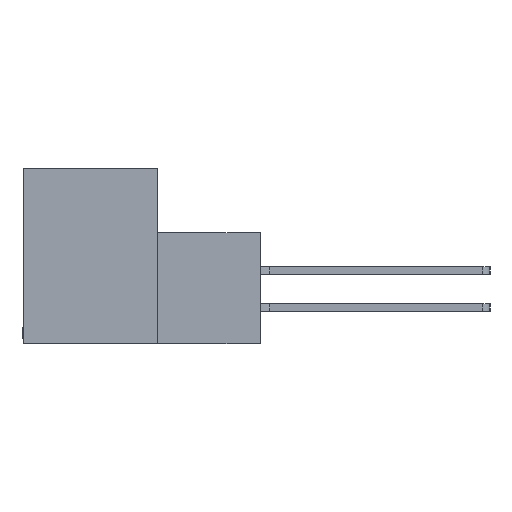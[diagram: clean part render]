
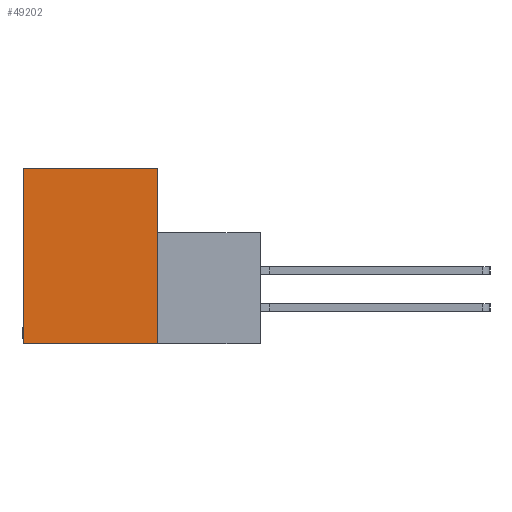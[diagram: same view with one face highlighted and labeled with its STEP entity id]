
A CAD part, left-side view. The second image highlights one B-rep face of the part: STEP entity #49202.
In plain terms, the highlighted planar face has unit normal (-1, 0, 0).
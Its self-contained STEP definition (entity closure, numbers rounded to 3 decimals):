
#951 = CARTESIAN_POINT ( 'NONE',  ( 0., 0., 0. ) ) ;
#1696 = DIRECTION ( 'NONE',  ( 0., -1., 0. ) ) ;
#2045 = CARTESIAN_POINT ( 'NONE',  ( 0., 0., 0. ) ) ;
#2244 = FACE_OUTER_BOUND ( 'NONE', #7954, .T. ) ;
#2710 = CARTESIAN_POINT ( 'NONE',  ( 0., 0., -15.088 ) ) ;
#7680 = LINE ( 'NONE', #43640, #8234 ) ;
#7954 = EDGE_LOOP ( 'NONE', ( #39552, #40978, #34013, #27389 ) ) ;
#8234 = VECTOR ( 'NONE', #27878, 1000. ) ;
#8752 = CARTESIAN_POINT ( 'NONE',  ( 0., 11.506, 0. ) ) ;
#13914 = EDGE_CURVE ( 'NONE', #14876, #18768, #47377, .T. ) ;
#14876 = VERTEX_POINT ( 'NONE', #38758 ) ;
#16964 = VECTOR ( 'NONE', #1696, 1000. ) ;
#17221 = PLANE ( 'NONE',  #48481 ) ;
#18636 = DIRECTION ( 'NONE',  ( 0., 0., 1. ) ) ;
#18768 = VERTEX_POINT ( 'NONE', #8752 ) ;
#20087 = VERTEX_POINT ( 'NONE', #951 ) ;
#20505 = EDGE_CURVE ( 'NONE', #18768, #20087, #48556, .T. ) ;
#20735 = VERTEX_POINT ( 'NONE', #2710 ) ;
#22008 = CARTESIAN_POINT ( 'NONE',  ( 0., 0., 0. ) ) ;
#22178 = DIRECTION ( 'NONE',  ( 0., 0., -1. ) ) ;
#22229 = VECTOR ( 'NONE', #22178, 1000. ) ;
#23591 = EDGE_CURVE ( 'NONE', #20087, #20735, #44515, .T. ) ;
#27389 = ORIENTED_EDGE ( 'NONE', *, *, #13914, .F. ) ;
#27878 = DIRECTION ( 'NONE',  ( 0., 1., 0. ) ) ;
#33116 = DIRECTION ( 'NONE',  ( 1., 0., 0. ) ) ;
#33285 = DIRECTION ( 'NONE',  ( 0., 0., -1. ) ) ;
#34013 = ORIENTED_EDGE ( 'NONE', *, *, #20505, .F. ) ;
#38758 = CARTESIAN_POINT ( 'NONE',  ( 0., 11.506, -15.088 ) ) ;
#39552 = ORIENTED_EDGE ( 'NONE', *, *, #43748, .F. ) ;
#40978 = ORIENTED_EDGE ( 'NONE', *, *, #23591, .F. ) ;
#41060 = CARTESIAN_POINT ( 'NONE',  ( 0., 11.506, 0. ) ) ;
#42335 = CARTESIAN_POINT ( 'NONE',  ( 0., 11.506, -15.088 ) ) ;
#43640 = CARTESIAN_POINT ( 'NONE',  ( 0., -8.814, -15.088 ) ) ;
#43748 = EDGE_CURVE ( 'NONE', #20735, #14876, #7680, .T. ) ;
#44515 = LINE ( 'NONE', #22008, #22229 ) ;
#47377 = LINE ( 'NONE', #42335, #49850 ) ;
#48481 = AXIS2_PLACEMENT_3D ( 'NONE', #2045, #33116, #33285 ) ;
#48556 = LINE ( 'NONE', #41060, #16964 ) ;
#49202 = ADVANCED_FACE ( 'NONE', ( #2244 ), #17221, .F. ) ;
#49850 = VECTOR ( 'NONE', #18636, 1000. ) ;
